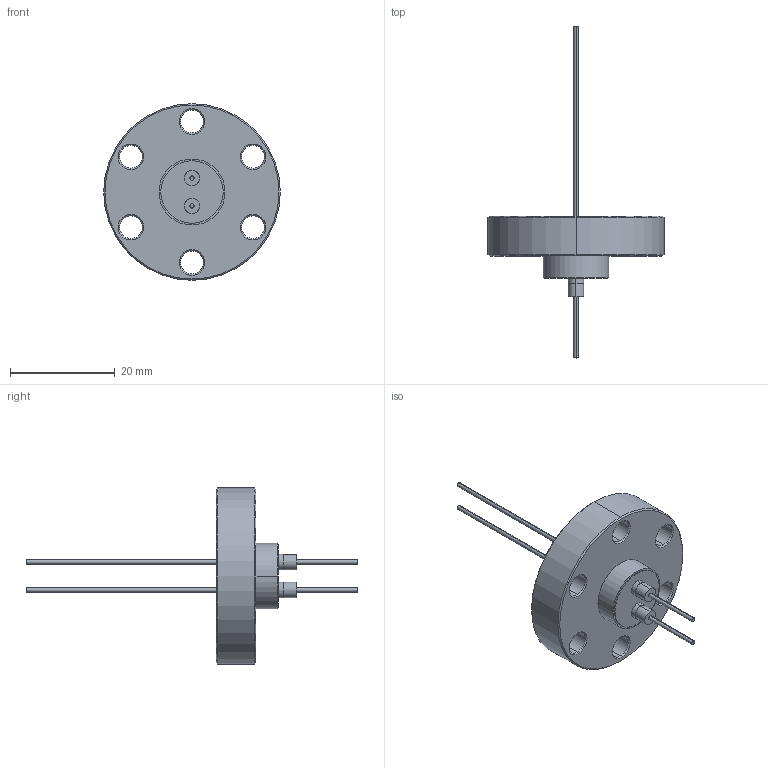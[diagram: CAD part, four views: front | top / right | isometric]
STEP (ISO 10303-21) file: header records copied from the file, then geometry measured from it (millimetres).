
FILE_DESCRIPTION (( 'STEP AP203' ), '1' );
FILE_NAME ('A0496-1-CF.STEP', '2019-11-11T21:15:21', ( '' ), ( '' ), 'SwSTEP 2.0', 'SolidWorks 2019', '' );
FILE_SCHEMA (( 'CONFIG_CONTROL_DESIGN' ));
Length unit declared in the file: inch
Products named in the file (1): A0496-1-CF
Bounding box: 33.78 x 63.5 x 33.78 mm (x, y, z)
Volume: 5499 mm3; surface area: 4131.8 mm2
Topology: 1 solids, 1 shells, 112 faces, 234 edges, 144 vertices
Faces by surface type: cylinder 56, cone 30, plane 22, torus 4
Entity records: 3121 total; most frequent: DIRECTION 608, CARTESIAN_POINT 491, ORIENTED_EDGE 468, AXIS2_PLACEMENT_3D 261, EDGE_CURVE 234, CIRCLE 148, VERTEX_POINT 144, EDGE_LOOP 144
